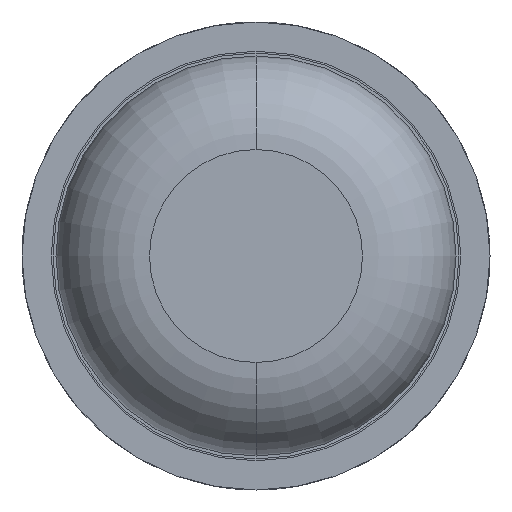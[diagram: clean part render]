
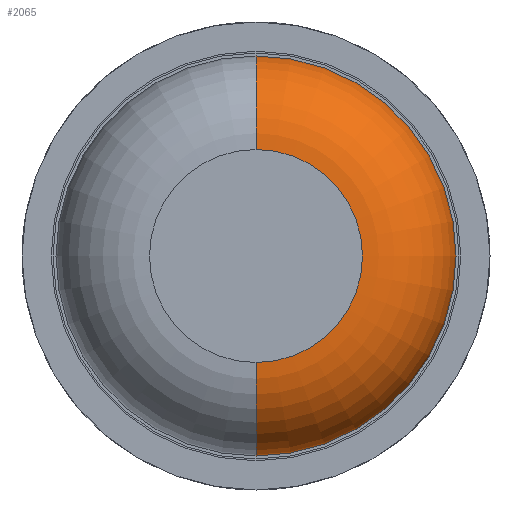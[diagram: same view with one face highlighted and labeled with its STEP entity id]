
A CAD part, front view. The second image highlights one B-rep face of the part: STEP entity #2065.
In plain terms, the highlighted toroidal (fillet/blend) face has major radius 0.91 mm and minor radius 0.8 mm.
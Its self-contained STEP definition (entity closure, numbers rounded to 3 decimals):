
#9 = DIRECTION ( 'NONE',  ( 0., 1., 0. ) ) ;
#121 = DIRECTION ( 'NONE',  ( 0., 0., 1. ) ) ;
#577 = CARTESIAN_POINT ( 'NONE',  ( 0., -29.2, -1.71 ) ) ;
#593 = FACE_OUTER_BOUND ( 'NONE', #1652, .T. ) ;
#644 = EDGE_CURVE ( 'NONE', #5021, #5223, #6112, .T. ) ;
#1074 = CARTESIAN_POINT ( 'NONE',  ( 0., -29.2, 0. ) ) ;
#1172 = AXIS2_PLACEMENT_3D ( 'NONE', #1074, #9, #2505 ) ;
#1391 = CIRCLE ( 'NONE', #4750, 0.91 ) ;
#1454 = CARTESIAN_POINT ( 'NONE',  ( 0., -29.2, 0.91 ) ) ;
#1565 = AXIS2_PLACEMENT_3D ( 'NONE', #4863, #4338, #5279 ) ;
#1621 = CARTESIAN_POINT ( 'NONE',  ( 0., -30., 0. ) ) ;
#1652 = EDGE_LOOP ( 'NONE', ( #1890, #5417, #2124, #5577 ) ) ;
#1814 = CARTESIAN_POINT ( 'NONE',  ( 0., -29.2, 1.71 ) ) ;
#1890 = ORIENTED_EDGE ( 'NONE', *, *, #2915, .F. ) ;
#2065 = ADVANCED_FACE ( 'Defeature ausgef�hrt1_10', ( #593 ), #2894, .T. ) ;
#2124 = ORIENTED_EDGE ( 'NONE', *, *, #2788, .F. ) ;
#2505 = DIRECTION ( 'NONE',  ( 0., 0., 1. ) ) ;
#2637 = CIRCLE ( 'NONE', #1565, 0.8 ) ;
#2788 = EDGE_CURVE ( 'Defeature ausgef�hrt1_2+Defeature ausgef�hrt1_10+Defeature ausgef�hrt1_10+Defeature ausgef�hrt1_10', #5223, #3994, #4123, .T. ) ;
#2894 = TOROIDAL_SURFACE ( 'NONE', #4952, 0.91, 0.8 ) ;
#2915 = EDGE_CURVE ( 'Defeature ausgef�hrt1_0+Defeature ausgef�hrt1_10+Defeature ausgef�hrt1_10+Defeature ausgef�hrt1_10', #4185, #5021, #1391, .T. ) ;
#3175 = CARTESIAN_POINT ( 'NONE',  ( 0., -30., 0.91 ) ) ;
#3374 = EDGE_CURVE ( 'NONE', #4185, #3994, #2637, .T. ) ;
#3584 = DIRECTION ( 'NONE',  ( 0., 1., 0. ) ) ;
#3952 = DIRECTION ( 'NONE',  ( 0., 0., 1. ) ) ;
#3994 = VERTEX_POINT ( 'NONE', #577 ) ;
#4123 = CIRCLE ( 'NONE', #1172, 1.71 ) ;
#4185 = VERTEX_POINT ( 'NONE', #5319 ) ;
#4338 = DIRECTION ( 'NONE',  ( 1., 0., 0. ) ) ;
#4498 = DIRECTION ( 'NONE',  ( 0., 0., 1. ) ) ;
#4499 = AXIS2_PLACEMENT_3D ( 'NONE', #1454, #6369, #3952 ) ;
#4750 = AXIS2_PLACEMENT_3D ( 'NONE', #1621, #5061, #4498 ) ;
#4863 = CARTESIAN_POINT ( 'NONE',  ( 0., -29.2, -0.91 ) ) ;
#4952 = AXIS2_PLACEMENT_3D ( 'NONE', #5043, #3584, #121 ) ;
#5021 = VERTEX_POINT ( 'NONE', #3175 ) ;
#5043 = CARTESIAN_POINT ( 'NONE',  ( 0., -29.2, 0. ) ) ;
#5061 = DIRECTION ( 'NONE',  ( 0., -1., 0. ) ) ;
#5223 = VERTEX_POINT ( 'NONE', #1814 ) ;
#5279 = DIRECTION ( 'NONE',  ( 0., 0., -1. ) ) ;
#5319 = CARTESIAN_POINT ( 'NONE',  ( 0., -30., -0.91 ) ) ;
#5417 = ORIENTED_EDGE ( 'NONE', *, *, #3374, .T. ) ;
#5577 = ORIENTED_EDGE ( 'NONE', *, *, #644, .F. ) ;
#6112 = CIRCLE ( 'NONE', #4499, 0.8 ) ;
#6369 = DIRECTION ( 'NONE',  ( -1., 0., 0. ) ) ;
